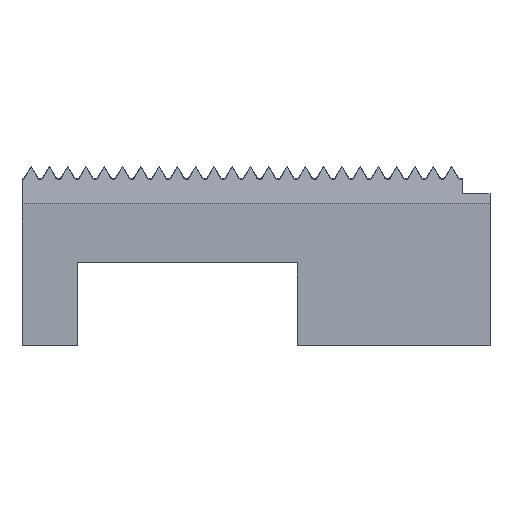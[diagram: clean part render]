
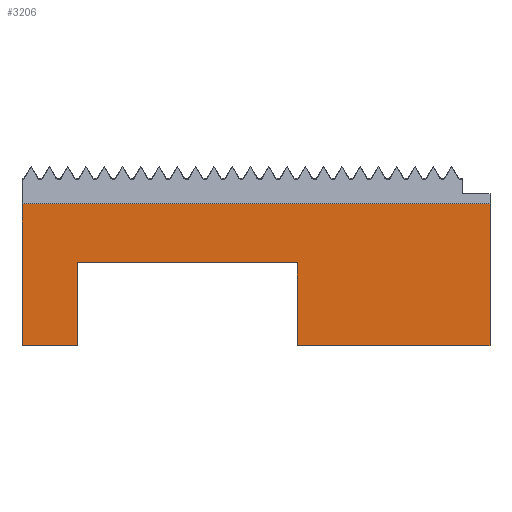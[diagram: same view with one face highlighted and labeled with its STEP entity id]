
A CAD part, top view. The second image highlights one B-rep face of the part: STEP entity #3206.
In plain terms, the highlighted planar face has unit normal (0, 0, 1).
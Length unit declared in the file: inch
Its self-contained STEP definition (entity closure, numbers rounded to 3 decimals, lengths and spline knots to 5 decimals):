
#127 = CARTESIAN_POINT ( 'NONE',  ( 0.25, 0.375, 0.06 ) ) ;
#144 = CARTESIAN_POINT ( 'NONE',  ( 0., 0.64286, 0.06 ) ) ;
#151 = VECTOR ( 'NONE', #963, 39.37008 ) ;
#166 = DIRECTION ( 'NONE',  ( 1., 0., 0. ) ) ;
#188 = LINE ( 'NONE', #1537, #267 ) ;
#233 = EDGE_LOOP ( 'NONE', ( #2433, #1148, #2782, #2931, #3144, #1749, #2329, #494 ) ) ;
#250 = EDGE_CURVE ( 'NONE', #2348, #1739, #467, .T. ) ;
#267 = VECTOR ( 'NONE', #166, 39.37008 ) ;
#397 = VERTEX_POINT ( 'NONE', #461 ) ;
#431 = EDGE_CURVE ( 'NONE', #397, #2348, #978, .T. ) ;
#446 = VERTEX_POINT ( 'NONE', #1881 ) ;
#461 = CARTESIAN_POINT ( 'NONE',  ( 1.25, 0., 0.06 ) ) ;
#467 = LINE ( 'NONE', #1031, #1287 ) ;
#492 = EDGE_CURVE ( 'NONE', #2816, #941, #3163, .T. ) ;
#494 = ORIENTED_EDGE ( 'NONE', *, *, #492, .T. ) ;
#496 = CARTESIAN_POINT ( 'NONE',  ( 0., 0., 0.06 ) ) ;
#538 = CARTESIAN_POINT ( 'NONE',  ( 2.125, 0.64286, 0.06 ) ) ;
#613 = LINE ( 'NONE', #127, #2962 ) ;
#830 = CARTESIAN_POINT ( 'NONE',  ( 0.25, 0., 0.06 ) ) ;
#884 = PLANE ( 'NONE',  #2004 ) ;
#939 = DIRECTION ( 'NONE',  ( -1., 0., 0. ) ) ;
#941 = VERTEX_POINT ( 'NONE', #2202 ) ;
#945 = LINE ( 'NONE', #3415, #151 ) ;
#960 = VERTEX_POINT ( 'NONE', #1144 ) ;
#963 = DIRECTION ( 'NONE',  ( 0., 1., 0. ) ) ;
#978 = LINE ( 'NONE', #496, #2166 ) ;
#983 = CARTESIAN_POINT ( 'NONE',  ( 2.125, 0., 0.06 ) ) ;
#1031 = CARTESIAN_POINT ( 'NONE',  ( 2.125, 0., 0.06 ) ) ;
#1043 = VECTOR ( 'NONE', #1542, 39.37008 ) ;
#1129 = DIRECTION ( 'NONE',  ( 0., 0., -1. ) ) ;
#1144 = CARTESIAN_POINT ( 'NONE',  ( 1.25, 0.375, 0.06 ) ) ;
#1147 = EDGE_CURVE ( 'NONE', #2816, #1739, #2386, .T. ) ;
#1148 = ORIENTED_EDGE ( 'NONE', *, *, #3101, .F. ) ;
#1287 = VECTOR ( 'NONE', #2417, 39.37008 ) ;
#1440 = FACE_OUTER_BOUND ( 'NONE', #233, .T. ) ;
#1537 = CARTESIAN_POINT ( 'NONE',  ( 0., 0., 0.06 ) ) ;
#1542 = DIRECTION ( 'NONE',  ( 1., 0., 0. ) ) ;
#1739 = VERTEX_POINT ( 'NONE', #538 ) ;
#1749 = ORIENTED_EDGE ( 'NONE', *, *, #250, .T. ) ;
#1881 = CARTESIAN_POINT ( 'NONE',  ( 0.25, 0., 0.06 ) ) ;
#2004 = AXIS2_PLACEMENT_3D ( 'NONE', #2548, #1129, #2832 ) ;
#2135 = DIRECTION ( 'NONE',  ( 0., -1., 0. ) ) ;
#2166 = VECTOR ( 'NONE', #3437, 39.37008 ) ;
#2202 = CARTESIAN_POINT ( 'NONE',  ( 0., 0., 0.06 ) ) ;
#2329 = ORIENTED_EDGE ( 'NONE', *, *, #1147, .F. ) ;
#2348 = VERTEX_POINT ( 'NONE', #983 ) ;
#2386 = LINE ( 'NONE', #144, #1043 ) ;
#2417 = DIRECTION ( 'NONE',  ( 0., 1., 0. ) ) ;
#2433 = ORIENTED_EDGE ( 'NONE', *, *, #3092, .T. ) ;
#2548 = CARTESIAN_POINT ( 'NONE',  ( 0., 0.813, 0.06 ) ) ;
#2704 = DIRECTION ( 'NONE',  ( 0., -1., 0. ) ) ;
#2782 = ORIENTED_EDGE ( 'NONE', *, *, #3315, .F. ) ;
#2816 = VERTEX_POINT ( 'NONE', #2973 ) ;
#2832 = DIRECTION ( 'NONE',  ( -1., 0., 0. ) ) ;
#2857 = VECTOR ( 'NONE', #2135, 39.37008 ) ;
#2931 = ORIENTED_EDGE ( 'NONE', *, *, #3047, .F. ) ;
#2962 = VECTOR ( 'NONE', #939, 39.37008 ) ;
#2973 = CARTESIAN_POINT ( 'NONE',  ( 0., 0.64286, 0.06 ) ) ;
#3047 = EDGE_CURVE ( 'NONE', #397, #960, #945, .T. ) ;
#3092 = EDGE_CURVE ( 'NONE', #941, #446, #188, .T. ) ;
#3101 = EDGE_CURVE ( 'NONE', #3153, #446, #3545, .T. ) ;
#3144 = ORIENTED_EDGE ( 'NONE', *, *, #431, .T. ) ;
#3153 = VERTEX_POINT ( 'NONE', #3525 ) ;
#3163 = LINE ( 'NONE', #3468, #2857 ) ;
#3191 = VECTOR ( 'NONE', #2704, 39.37008 ) ;
#3206 = ADVANCED_FACE ( 'NONE', ( #1440 ), #884, .F. ) ;
#3315 = EDGE_CURVE ( 'NONE', #960, #3153, #613, .T. ) ;
#3415 = CARTESIAN_POINT ( 'NONE',  ( 1.25, 0., 0.06 ) ) ;
#3437 = DIRECTION ( 'NONE',  ( 1., 0., 0. ) ) ;
#3468 = CARTESIAN_POINT ( 'NONE',  ( 0., 0., 0.06 ) ) ;
#3525 = CARTESIAN_POINT ( 'NONE',  ( 0.25, 0.375, 0.06 ) ) ;
#3545 = LINE ( 'NONE', #830, #3191 ) ;
